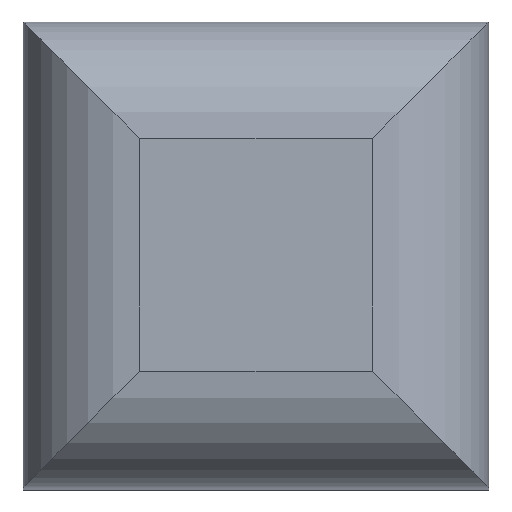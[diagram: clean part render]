
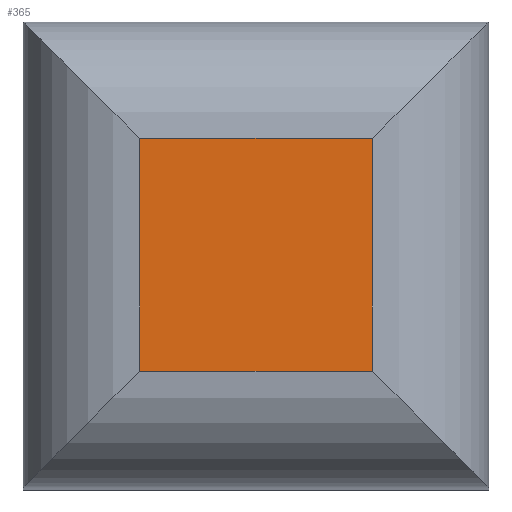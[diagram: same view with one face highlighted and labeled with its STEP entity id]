
A CAD part, top view. The second image highlights one B-rep face of the part: STEP entity #365.
In plain terms, the highlighted planar face has unit normal (0, 0, 1).
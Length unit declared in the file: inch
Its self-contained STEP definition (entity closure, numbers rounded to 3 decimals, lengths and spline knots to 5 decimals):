
#17=PLANE('',#393);
#35=FACE_OUTER_BOUND('',#57,.T.);
#57=EDGE_LOOP('',(#277,#278,#279,#280));
#81=LINE('',#522,#124);
#83=LINE('',#530,#126);
#85=LINE('',#536,#128);
#88=LINE('',#542,#131);
#124=VECTOR('',#417,0.375);
#126=VECTOR('',#425,0.375);
#128=VECTOR('',#431,0.375);
#131=VECTOR('',#438,0.375);
#167=VERTEX_POINT('',#520);
#168=VERTEX_POINT('',#521);
#171=VERTEX_POINT('',#529);
#173=VERTEX_POINT('',#535);
#198=EDGE_CURVE('',#167,#168,#81,.T.);
#202=EDGE_CURVE('',#168,#171,#83,.T.);
#205=EDGE_CURVE('',#171,#173,#85,.T.);
#209=EDGE_CURVE('',#173,#167,#88,.T.);
#277=ORIENTED_EDGE('',*,*,#198,.F.);
#278=ORIENTED_EDGE('',*,*,#209,.F.);
#279=ORIENTED_EDGE('',*,*,#205,.F.);
#280=ORIENTED_EDGE('',*,*,#202,.F.);
#365=ADVANCED_FACE('',(#35),#17,.T.);
#393=AXIS2_PLACEMENT_3D('',#561,#452,#453);
#417=DIRECTION('',(-1.,0.,0.));
#425=DIRECTION('',(0.,1.,0.));
#431=DIRECTION('',(1.,0.,0.));
#438=DIRECTION('',(0.,-1.,0.));
#452=DIRECTION('center_axis',(0.,0.,1.));
#453=DIRECTION('ref_axis',(1.,0.,0.));
#520=CARTESIAN_POINT('',(0.5625,0.1875,2.25));
#521=CARTESIAN_POINT('',(0.1875,0.1875,2.25));
#522=CARTESIAN_POINT('',(0.1875,0.1875,2.25));
#529=CARTESIAN_POINT('',(0.1875,0.5625,2.25));
#530=CARTESIAN_POINT('',(0.1875,0.5625,2.25));
#535=CARTESIAN_POINT('',(0.5625,0.5625,2.25));
#536=CARTESIAN_POINT('',(0.5625,0.5625,2.25));
#542=CARTESIAN_POINT('',(0.5625,0.1875,2.25));
#561=CARTESIAN_POINT('Origin',(0.375,0.375,2.25));
